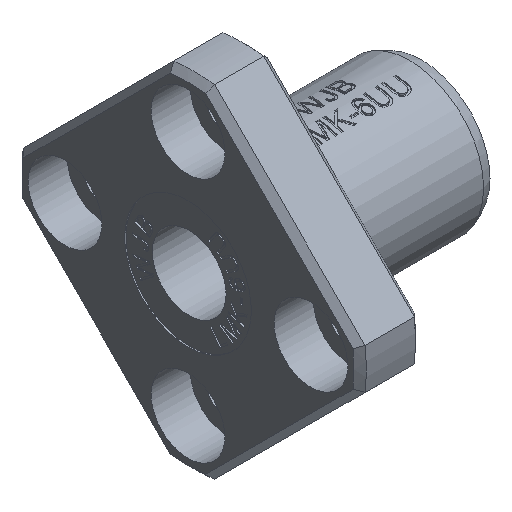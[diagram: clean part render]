
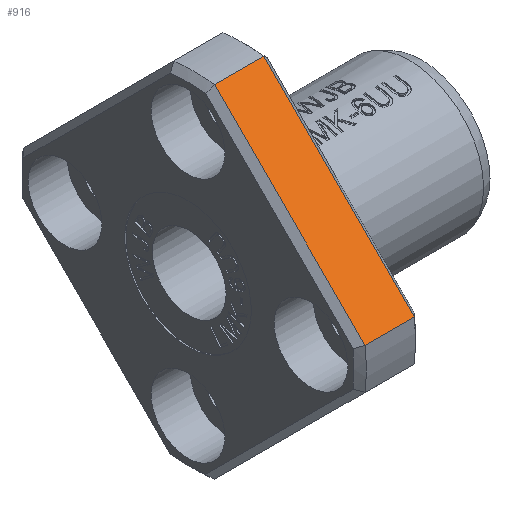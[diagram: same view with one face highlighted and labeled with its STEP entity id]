
A CAD part, isometric view. The second image highlights one B-rep face of the part: STEP entity #916.
In plain terms, the highlighted planar face has unit normal (0, -0.707, 0.707).
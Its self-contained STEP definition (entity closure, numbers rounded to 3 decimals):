
#533=FACE_OUTER_BOUND('',#2550,.T.);
#916=ADVANCED_FACE('',(#533),#1122,.F.);
#1122=PLANE('',#6414);
#1135=LINE('',#7774,#1558);
#1137=LINE('',#7782,#1560);
#1552=LINE('',#13065,#2059);
#1553=LINE('',#13066,#2060);
#1558=VECTOR('',#6451,1.);
#1560=VECTOR('',#6459,1.);
#2059=VECTOR('',#7552,1.);
#2060=VECTOR('',#7553,1.);
#2550=EDGE_LOOP('',(#4213,#4214,#4215,#4216));
#4213=ORIENTED_EDGE('',*,*,#4865,.T.);
#4214=ORIENTED_EDGE('',*,*,#5670,.T.);
#4215=ORIENTED_EDGE('',*,*,#4861,.T.);
#4216=ORIENTED_EDGE('',*,*,#5671,.T.);
#4269=VERTEX_POINT('',#7726);
#4272=VERTEX_POINT('',#7737);
#4279=VERTEX_POINT('',#7775);
#4282=VERTEX_POINT('',#7783);
#4861=EDGE_CURVE('',#4279,#4269,#1135,.T.);
#4865=EDGE_CURVE('',#4272,#4282,#1137,.T.);
#5670=EDGE_CURVE('',#4282,#4279,#1552,.T.);
#5671=EDGE_CURVE('',#4269,#4272,#1553,.T.);
#6414=AXIS2_PLACEMENT_3D('',#13067,#7554,#7555);
#6451=DIRECTION('',(-1.,0.,0.));
#6459=DIRECTION('',(1.,0.,0.));
#7552=DIRECTION('',(0.,0.707,0.707));
#7553=DIRECTION('',(0.,-0.707,-0.707));
#7554=DIRECTION('',(0.,0.707,-0.707));
#7555=DIRECTION('',(-1.,0.,0.));
#7726=CARTESIAN_POINT('',(0.5,-1.667,13.9));
#7737=CARTESIAN_POINT('',(0.5,-13.9,1.667));
#7774=CARTESIAN_POINT('',(0.5,-1.667,13.9));
#7775=CARTESIAN_POINT('',(4.5,-1.667,13.9));
#7782=CARTESIAN_POINT('',(0.5,-13.9,1.667));
#7783=CARTESIAN_POINT('',(4.5,-13.9,1.667));
#13065=CARTESIAN_POINT('',(4.5,-2.257,13.31));
#13066=CARTESIAN_POINT('',(0.5,-13.31,2.257));
#13067=CARTESIAN_POINT('',(-14.,-15.562,0.006));
